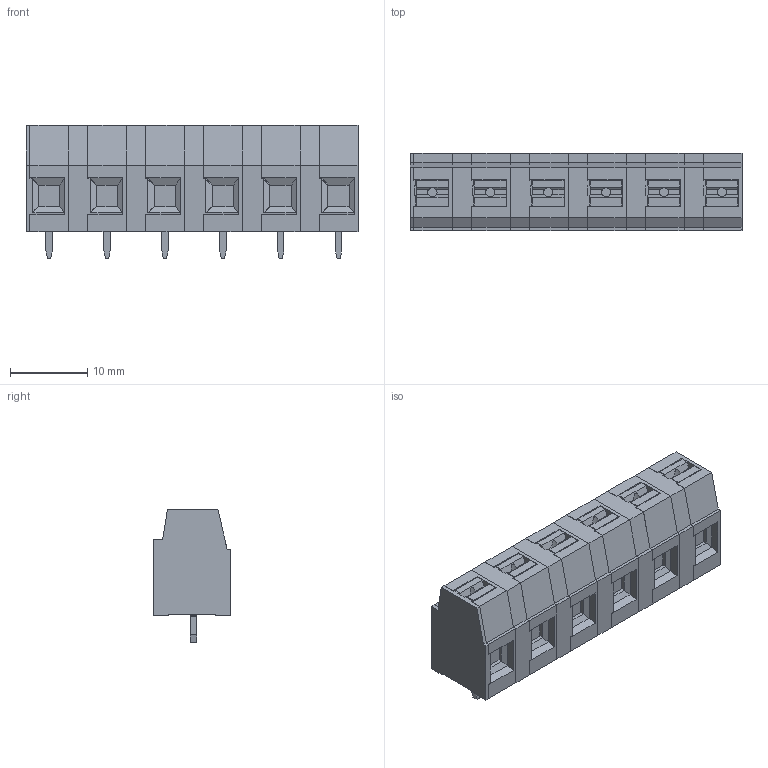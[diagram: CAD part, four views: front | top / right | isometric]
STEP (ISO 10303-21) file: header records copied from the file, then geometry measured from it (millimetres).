
FILE_DESCRIPTION(('CATIA V5 STEP Exchange','CAx-IF Rec.Pracs.--- Model Styling and Organization---1.4--- 2014-01-23'),'2;1');
FILE_NAME ('D1528375_0_2787610000_2787610000.stp','2022-04-25T08:10:44+00:00',('none'),('Weidmueller'),'CATIA Version 5-6 Release 2016 SP3 HF44','CATIA V5 STEP AP214','none');
FILE_SCHEMA(('AUTOMOTIVE_DESIGN { 1 0 10303 214 1 1 1 1 }'));
Length unit declared in the file: millimetre
Products named in the file (1): 2787610000
Bounding box: 43 x 10 x 17.3 mm (x, y, z)
Volume: 5182.5 mm3; surface area: 5714.3 mm2
Topology: 24 solids, 37 shells, 782 faces, 2172 edges, 1464 vertices
Faces by surface type: plane 729, cylinder 41, cone 12
Entity records: 23360 total; most frequent: CARTESIAN_POINT 4987, ORIENTED_EDGE 4344, DIRECTION 2857, EDGE_CURVE 2172, VECTOR 1919, LINE 1919, VERTEX_POINT 1464, EDGE_LOOP 794
